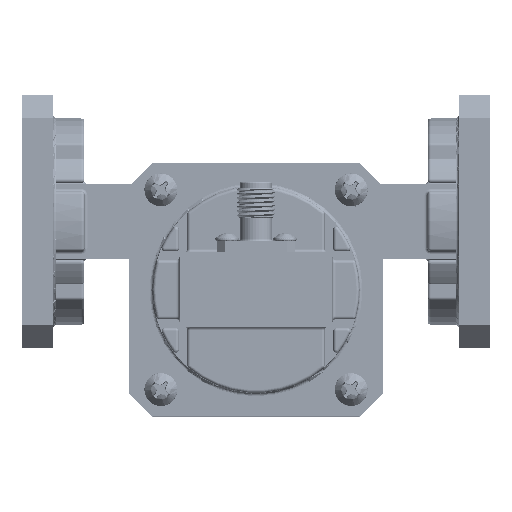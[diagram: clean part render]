
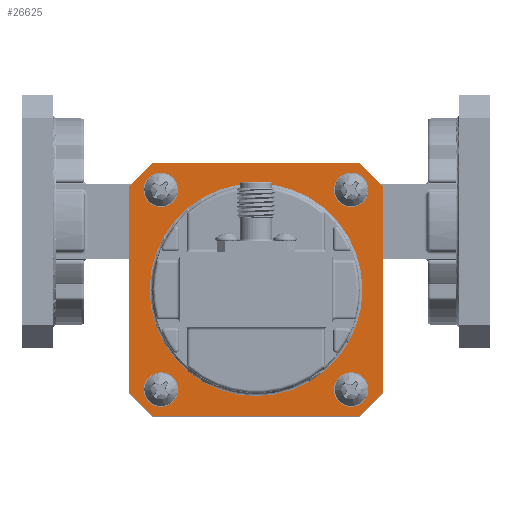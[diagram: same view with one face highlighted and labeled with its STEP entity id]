
A CAD part, top view. The second image highlights one B-rep face of the part: STEP entity #26625.
In plain terms, the highlighted face is planar.
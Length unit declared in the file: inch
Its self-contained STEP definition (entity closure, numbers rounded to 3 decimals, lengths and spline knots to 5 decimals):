
#96 = AXIS2_PLACEMENT_3D ( 'NONE', #5108, #17591, #8437 ) ;
#397 = EDGE_CURVE ( 'NONE', #13963, #13963, #48888, .T. ) ;
#581 = EDGE_CURVE ( 'NONE', #33366, #51902, #15074, .T. ) ;
#766 = DIRECTION ( 'NONE',  ( 1., 0., 0. ) ) ;
#1050 = DIRECTION ( 'NONE',  ( 0.707, 0.707, 0. ) ) ;
#1091 = DIRECTION ( 'NONE',  ( 0.707, -0.707, 0. ) ) ;
#1343 = EDGE_CURVE ( 'NONE', #34239, #26457, #39098, .T. ) ;
#1587 = ORIENTED_EDGE ( 'NONE', *, *, #49244, .F. ) ;
#1888 = CARTESIAN_POINT ( 'NONE',  ( -0.6625, -0.8125, 0.55 ) ) ;
#2210 = DIRECTION ( 'NONE',  ( 0., -1., 0. ) ) ;
#2745 = ORIENTED_EDGE ( 'NONE', *, *, #581, .T. ) ;
#3168 = CARTESIAN_POINT ( 'NONE',  ( 0.7375, -0.7375, 0.55 ) ) ;
#3611 = CARTESIAN_POINT ( 'NONE',  ( -0.8125, -0.6625, 0.55 ) ) ;
#4048 = DIRECTION ( 'NONE',  ( 0., 0., -1. ) ) ;
#5108 = CARTESIAN_POINT ( 'NONE',  ( 0.61, -0.64, 0.55 ) ) ;
#5123 = EDGE_LOOP ( 'NONE', ( #51916 ) ) ;
#5836 = CARTESIAN_POINT ( 'NONE',  ( 0.5255, 0.64, 0.55 ) ) ;
#5978 = CARTESIAN_POINT ( 'NONE',  ( 0.6625, -0.8125, 0.55 ) ) ;
#6117 = VERTEX_POINT ( 'NONE', #5836 ) ;
#7310 = ORIENTED_EDGE ( 'NONE', *, *, #36228, .F. ) ;
#8240 = VECTOR ( 'NONE', #20345, 39.37008 ) ;
#8437 = DIRECTION ( 'NONE',  ( -1., 0., 0. ) ) ;
#9118 = EDGE_CURVE ( 'NONE', #35803, #51902, #18308, .T. ) ;
#9224 = EDGE_LOOP ( 'NONE', ( #16926 ) ) ;
#9240 = EDGE_CURVE ( 'NONE', #44164, #44164, #12239, .T. ) ;
#11075 = DIRECTION ( 'NONE',  ( -1., 0., 0. ) ) ;
#11090 = CARTESIAN_POINT ( 'NONE',  ( -0.6625, 0.8125, 0.55 ) ) ;
#11972 = EDGE_CURVE ( 'NONE', #36136, #36136, #21580, .T. ) ;
#12239 = CIRCLE ( 'NONE', #22874, 0.6825 ) ;
#12330 = EDGE_CURVE ( 'NONE', #53037, #53037, #32152, .T. ) ;
#13963 = VERTEX_POINT ( 'NONE', #38929 ) ;
#15053 = CARTESIAN_POINT ( 'NONE',  ( -0.6945, 0.64, 0.55 ) ) ;
#15074 = LINE ( 'NONE', #35336, #27571 ) ;
#15887 = CARTESIAN_POINT ( 'NONE',  ( -0.8125, 0.6625, 0.55 ) ) ;
#15978 = VECTOR ( 'NONE', #1050, 39.37008 ) ;
#16741 = EDGE_CURVE ( 'NONE', #27548, #26457, #17859, .T. ) ;
#16926 = ORIENTED_EDGE ( 'NONE', *, *, #397, .F. ) ;
#17591 = DIRECTION ( 'NONE',  ( 0., 0., -1. ) ) ;
#17859 = LINE ( 'NONE', #26445, #20054 ) ;
#18308 = LINE ( 'NONE', #18579, #42349 ) ;
#18341 = FACE_BOUND ( 'NONE', #24498, .T. ) ;
#18420 = DIRECTION ( 'NONE',  ( -0.707, 0.707, 0. ) ) ;
#18579 = CARTESIAN_POINT ( 'NONE',  ( -0.8125, -0.8125, 0.55 ) ) ;
#19033 = AXIS2_PLACEMENT_3D ( 'NONE', #22208, #51886, #51601 ) ;
#20053 = CARTESIAN_POINT ( 'NONE',  ( 0.6625, 0.8125, 0.55 ) ) ;
#20054 = VECTOR ( 'NONE', #35603, 39.37008 ) ;
#20273 = ORIENTED_EDGE ( 'NONE', *, *, #39325, .T. ) ;
#20345 = DIRECTION ( 'NONE',  ( -0.707, -0.707, 0. ) ) ;
#20698 = DIRECTION ( 'NONE',  ( -1., 0., 0. ) ) ;
#21580 = CIRCLE ( 'NONE', #52583, 0.0845 ) ;
#21787 = CARTESIAN_POINT ( 'NONE',  ( -0.61, 0.64, 0.55 ) ) ;
#21809 = DIRECTION ( 'NONE',  ( -1., 0., 0. ) ) ;
#22208 = CARTESIAN_POINT ( 'NONE',  ( 0., 0., 0.55 ) ) ;
#22874 = AXIS2_PLACEMENT_3D ( 'NONE', #49047, #50159, #11075 ) ;
#23956 = CARTESIAN_POINT ( 'NONE',  ( 0.8125, -0.6625, 0.55 ) ) ;
#24181 = CARTESIAN_POINT ( 'NONE',  ( 0.8125, 0.6625, 0.55 ) ) ;
#24498 = EDGE_LOOP ( 'NONE', ( #37762 ) ) ;
#26368 = FACE_OUTER_BOUND ( 'NONE', #49123, .T. ) ;
#26445 = CARTESIAN_POINT ( 'NONE',  ( 0.8125, -0.8125, 0.55 ) ) ;
#26457 = VERTEX_POINT ( 'NONE', #24181 ) ;
#26625 = ADVANCED_FACE ( 'NONE', ( #18341, #26368, #47430, #34700, #44364, #27194 ), #43833, .T. ) ;
#27194 = FACE_BOUND ( 'NONE', #37541, .T. ) ;
#27548 = VERTEX_POINT ( 'NONE', #23956 ) ;
#27571 = VECTOR ( 'NONE', #18420, 39.37008 ) ;
#31807 = VERTEX_POINT ( 'NONE', #11090 ) ;
#32146 = ORIENTED_EDGE ( 'NONE', *, *, #16741, .F. ) ;
#32152 = CIRCLE ( 'NONE', #49971, 0.0845 ) ;
#32242 = CARTESIAN_POINT ( 'NONE',  ( -0.6945, -0.64, 0.55 ) ) ;
#33366 = VERTEX_POINT ( 'NONE', #1888 ) ;
#33659 = ORIENTED_EDGE ( 'NONE', *, *, #12330, .F. ) ;
#33707 = VERTEX_POINT ( 'NONE', #5978 ) ;
#33956 = VECTOR ( 'NONE', #766, 39.37008 ) ;
#34239 = VERTEX_POINT ( 'NONE', #20053 ) ;
#34616 = CARTESIAN_POINT ( 'NONE',  ( -0.7375, 0.7375, 0.55 ) ) ;
#34700 = FACE_BOUND ( 'NONE', #9224, .T. ) ;
#35336 = CARTESIAN_POINT ( 'NONE',  ( -0.7375, -0.7375, 0.55 ) ) ;
#35603 = DIRECTION ( 'NONE',  ( 0., 1., 0. ) ) ;
#35803 = VERTEX_POINT ( 'NONE', #15887 ) ;
#36136 = VERTEX_POINT ( 'NONE', #32242 ) ;
#36228 = EDGE_CURVE ( 'NONE', #34239, #31807, #42428, .T. ) ;
#37541 = EDGE_LOOP ( 'NONE', ( #33659 ) ) ;
#37698 = DIRECTION ( 'NONE',  ( -1., 0., 0. ) ) ;
#37762 = ORIENTED_EDGE ( 'NONE', *, *, #9240, .T. ) ;
#38023 = ORIENTED_EDGE ( 'NONE', *, *, #54480, .F. ) ;
#38157 = AXIS2_PLACEMENT_3D ( 'NONE', #54063, #46524, #37698 ) ;
#38291 = ORIENTED_EDGE ( 'NONE', *, *, #9118, .F. ) ;
#38741 = CARTESIAN_POINT ( 'NONE',  ( -0.61, -0.64, 0.55 ) ) ;
#38929 = CARTESIAN_POINT ( 'NONE',  ( 0.5255, -0.64, 0.55 ) ) ;
#39098 = LINE ( 'NONE', #47660, #49375 ) ;
#39325 = EDGE_CURVE ( 'NONE', #35803, #31807, #47066, .T. ) ;
#42349 = VECTOR ( 'NONE', #2210, 39.37008 ) ;
#42428 = LINE ( 'NONE', #51021, #44153 ) ;
#43833 = PLANE ( 'NONE',  #19033 ) ;
#44153 = VECTOR ( 'NONE', #50742, 39.37008 ) ;
#44164 = VERTEX_POINT ( 'NONE', #52491 ) ;
#44364 = FACE_BOUND ( 'NONE', #49105, .T. ) ;
#45747 = ORIENTED_EDGE ( 'NONE', *, *, #1343, .T. ) ;
#46524 = DIRECTION ( 'NONE',  ( 0., 0., -1. ) ) ;
#47066 = LINE ( 'NONE', #34616, #15978 ) ;
#47327 = CARTESIAN_POINT ( 'NONE',  ( -0.8125, -0.8125, 0.55 ) ) ;
#47430 = FACE_BOUND ( 'NONE', #5123, .T. ) ;
#47660 = CARTESIAN_POINT ( 'NONE',  ( 0.7375, 0.7375, 0.55 ) ) ;
#48153 = LINE ( 'NONE', #47327, #33956 ) ;
#48888 = CIRCLE ( 'NONE', #96, 0.0845 ) ;
#49047 = CARTESIAN_POINT ( 'NONE',  ( 0., 0., 0.55 ) ) ;
#49105 = EDGE_LOOP ( 'NONE', ( #1587 ) ) ;
#49123 = EDGE_LOOP ( 'NONE', ( #32146, #51230, #38023, #2745, #38291, #20273, #7310, #45747 ) ) ;
#49244 = EDGE_CURVE ( 'NONE', #6117, #6117, #54111, .T. ) ;
#49375 = VECTOR ( 'NONE', #1091, 39.37008 ) ;
#49971 = AXIS2_PLACEMENT_3D ( 'NONE', #21787, #4048, #20698 ) ;
#50007 = LINE ( 'NONE', #3168, #8240 ) ;
#50159 = DIRECTION ( 'NONE',  ( 0., 0., 1. ) ) ;
#50647 = DIRECTION ( 'NONE',  ( 0., 0., -1. ) ) ;
#50742 = DIRECTION ( 'NONE',  ( -1., 0., 0. ) ) ;
#51021 = CARTESIAN_POINT ( 'NONE',  ( -0.8125, 0.8125, 0.55 ) ) ;
#51230 = ORIENTED_EDGE ( 'NONE', *, *, #53810, .T. ) ;
#51601 = DIRECTION ( 'NONE',  ( -1., 0., 0. ) ) ;
#51886 = DIRECTION ( 'NONE',  ( 0., 0., -1. ) ) ;
#51902 = VERTEX_POINT ( 'NONE', #3611 ) ;
#51916 = ORIENTED_EDGE ( 'NONE', *, *, #11972, .F. ) ;
#52491 = CARTESIAN_POINT ( 'NONE',  ( -0.6825, 0., 0.55 ) ) ;
#52583 = AXIS2_PLACEMENT_3D ( 'NONE', #38741, #50647, #21809 ) ;
#53037 = VERTEX_POINT ( 'NONE', #15053 ) ;
#53810 = EDGE_CURVE ( 'NONE', #27548, #33707, #50007, .T. ) ;
#54063 = CARTESIAN_POINT ( 'NONE',  ( 0.61, 0.64, 0.55 ) ) ;
#54111 = CIRCLE ( 'NONE', #38157, 0.0845 ) ;
#54480 = EDGE_CURVE ( 'NONE', #33366, #33707, #48153, .T. ) ;
